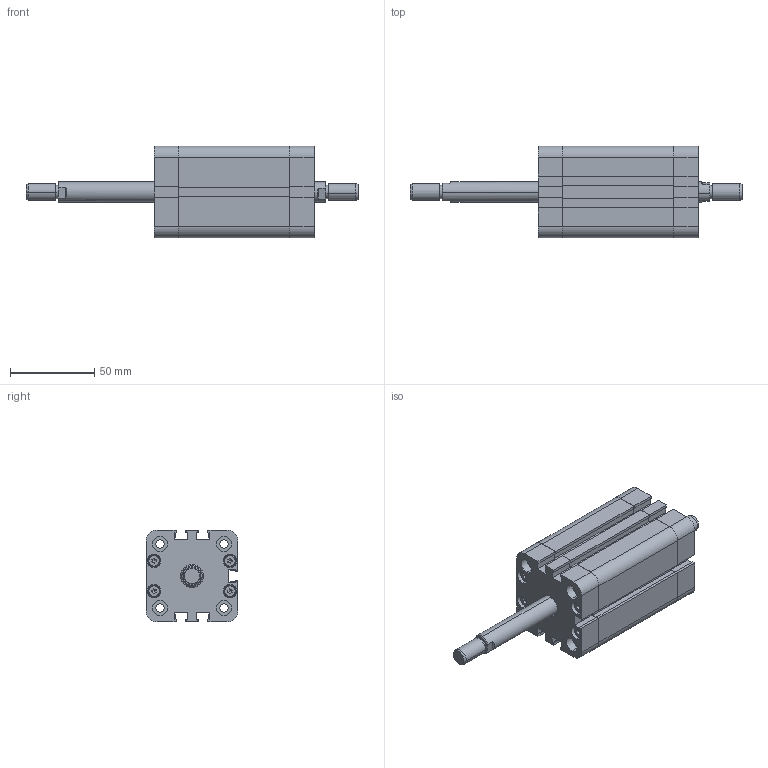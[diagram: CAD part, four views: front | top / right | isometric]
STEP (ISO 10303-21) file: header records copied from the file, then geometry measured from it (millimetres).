
FILE_DESCRIPTION (( 'STEP AP214' ), '1' );
FILE_NAME ('SM_002_040_0050_NP.STEP', '2019-11-14T11:44:38', ( '' ), ( '' ), 'SwSTEP 2.0', 'SolidWorks 2019', '' );
FILE_SCHEMA (( 'AUTOMOTIVE_DESIGN' ));
Length unit declared in the file: millimetre
Products named in the file (17): Tuleja^DTZ_Tuleja - D040; Kopia Pierœcieñ prowadz¹cy^T³ok kpl_DTZ_Pier˜cieä prowadz¥cy D040; SM_002_040_0050_NP; Kopia SMART - U. t³oczyska^Pokrywa przód kpl_DTZ_U. tˆoczyska - D040; Kopia SMART - U. t硂ka lu焠a^T硂k kpl_DTZ_U. t坥ka lu玭a - D040; Kopia Tuleja prowadz¹ca^Pokrywa przód kpl_DTZ_Tuleja prowadz¥ca - D040; Kopia Pokrywa przód^Pokrywa przód kpl_DTZ_Smart - Pok prz¢d - D040; Pokrywa przód kpl^DTZ_Pokrywa prz¢d kpl - D040; Kopia Magnes^T³ok kpl_DTZ_Magnes D040; Kopia T硂k^T硂k kpl_DTZ_T坥k - D040; Kopia SMART - U. t³oka S^T³ok kpl_DTZ_U. tˆoka S - D040; socket set screw flat point_iso_ISO 4026 - M6 x 30-N; socket head thin cap screw_din_DIN 7984 - M4 x 18 --- 15.9N; Kopia SMART - U. typ Oring - pokrywa^Pokrywa przód kpl_DTZ_U. typ Oring - D040; T硂k kpl^DTZ_T坥k kpl - D040; T³oczysko^DTZ_Tˆoczysko - D040
Assembly tree (29 placements, depth 3):
  SM_002_040_0050_NP
    Pokrywa przód kpl^DTZ_Pokrywa prz¢d kpl - D040
      Kopia Pokrywa przód^Pokrywa przód kpl_DTZ_Smart - Pok prz¢d - D040
      Kopia SMART - U. typ Oring - pokrywa^Pokrywa przód kpl_DTZ_U. typ Oring - D040
      Kopia Tuleja prowadz¹ca^Pokrywa przód kpl_DTZ_Tuleja prowadz¥ca - D040
      Kopia SMART - U. t³oczyska^Pokrywa przód kpl_DTZ_U. tˆoczyska - D040
    Pokrywa przód kpl^DTZ_Pokrywa prz¢d kpl - D040
      Kopia Pokrywa przód^Pokrywa przód kpl_DTZ_Smart - Pok prz¢d - D040
      Kopia SMART - U. typ Oring - pokrywa^Pokrywa przód kpl_DTZ_U. typ Oring - D040
      Kopia Tuleja prowadz¹ca^Pokrywa przód kpl_DTZ_Tuleja prowadz¥ca - D040
      Kopia SMART - U. t³oczyska^Pokrywa przód kpl_DTZ_U. tˆoczyska - D040
    Tuleja^DTZ_Tuleja - D040
    T硂k kpl^DTZ_T坥k kpl - D040
      Kopia T硂k^T硂k kpl_DTZ_T坥k - D040
      Kopia Magnes^T³ok kpl_DTZ_Magnes D040
      Kopia Pierœcieñ prowadz¹cy^T³ok kpl_DTZ_Pier˜cieä prowadz¥cy D040
      Kopia SMART - U. t硂ka lu焠a^T硂k kpl_DTZ_U. t坥ka lu玭a - D040  x2
      Kopia SMART - U. t³oka S^T³ok kpl_DTZ_U. tˆoka S - D040
    T³oczysko^DTZ_Tˆoczysko - D040  x2
    socket head thin cap screw_din_DIN 7984 - M4 x 18 --- 15.9N  x8
    socket set screw flat point_iso_ISO 4026 - M6 x 30-N
Bounding box: 197 x 54.5 x 54.5 mm (x, y, z)
Volume: 149388.6 mm3; surface area: 107245.5 mm2
Topology: 27 solids, 27 shells, 1087 faces, 2643 edges, 1694 vertices
Faces by surface type: plane 541, cylinder 326, cone 102, bspline 86, torus 32
Entity records: 20653 total; most frequent: CARTESIAN_POINT 5576, DIRECTION 2992, ORIENTED_EDGE 2918, EDGE_CURVE 1459, AXIS2_PLACEMENT_3D 1065, VERTEX_POINT 957, LINE 862, VECTOR 862
